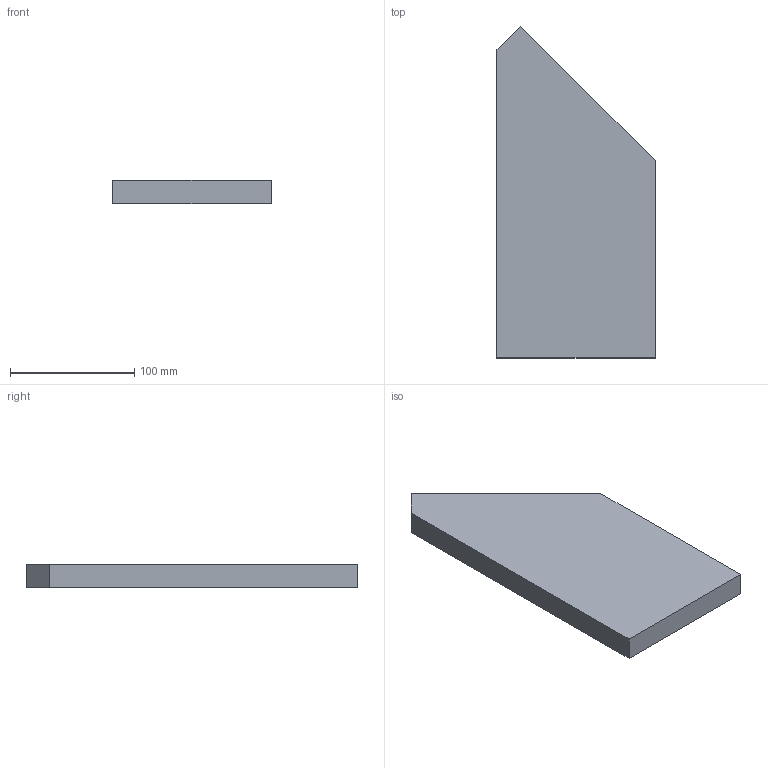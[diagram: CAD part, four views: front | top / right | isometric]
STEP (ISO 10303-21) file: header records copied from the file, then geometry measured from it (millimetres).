
FILE_DESCRIPTION(/* description */ (''),/* implementation_level */ '2;1');
FILE_NAME(/* name */ 'right_side.step',/* time_stamp */ '2022-02-27T11:38:05-08:00',/* author */ (''),/* organization */ (''),/* preprocessor_version */ 'ST-DEVELOPER v18.1',/* originating_system */ 'Autodesk Translation Framework v10.13.0.1454',/* authorisation */ '');
FILE_SCHEMA (('AUTOMOTIVE_DESIGN { 1 0 10303 214 3 1 1 }'));
Length unit declared in the file: inch
Products named in the file (2): John_1; R-SIDE
Assembly tree (1 placements, depth 2):
  John_1
    R-SIDE
Bounding box: 127 x 266.7 x 19.05 mm (x, y, z)
Volume: 531103.1 mm3; surface area: 69341.6 mm2
Topology: 1 solids, 1 shells, 7 faces, 15 edges, 10 vertices
Faces by surface type: plane 7
Entity records: 274 total; most frequent: DIRECTION 37, CARTESIAN_POINT 36, ORIENTED_EDGE 30, LINE 15, VECTOR 15, EDGE_CURVE 15, AXIS2_PLACEMENT_3D 11, VERTEX_POINT 10
